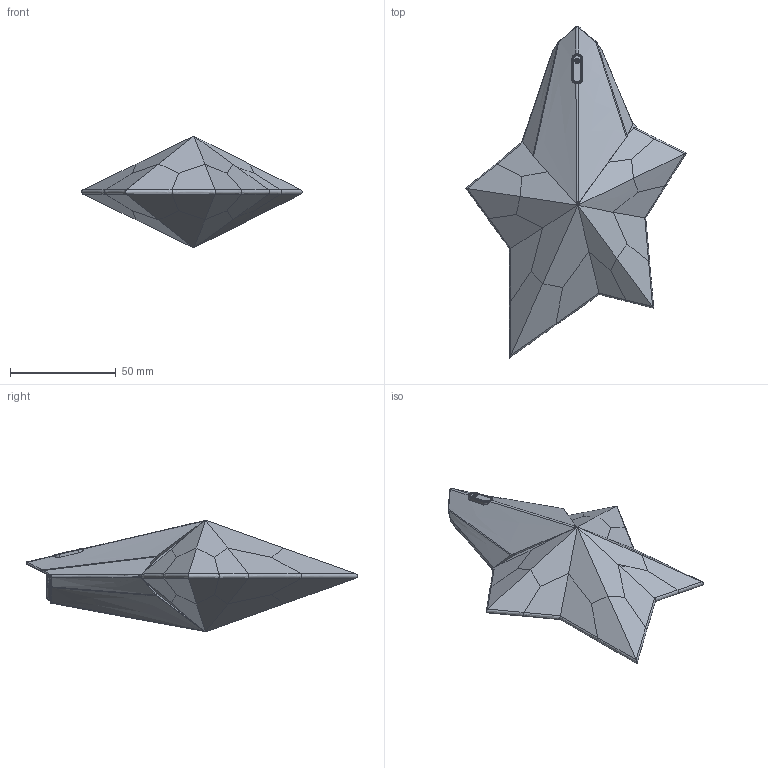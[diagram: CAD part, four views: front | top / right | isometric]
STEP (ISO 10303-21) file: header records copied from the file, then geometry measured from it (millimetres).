
FILE_DESCRIPTION(('FreeCAD Model'),'2;1');
FILE_NAME('Open CASCADE Shape Model','2025-05-04T02:20:17',('FreeCAD'),( 'FreeCAD'),'Open CASCADE STEP processor 7.6','FreeCAD','Unknown');
FILE_SCHEMA(('AUTOMOTIVE_DESIGN { 1 0 10303 214 1 1 1 1 }'));
Products named in the file (1): Open CASCADE STEP translator 7.6 1
Bounding box: 104.14 x 156.73 x 52.83 mm (x, y, z)
Volume: 120077.2 mm3; surface area: 52079.3 mm2
Topology: 7 solids, 7 shells, 429 faces, 1120 edges, 702 vertices
Faces by surface type: bspline 429
Entity records: 42120 total; most frequent: CARTESIAN_POINT 35423, ORIENTED_EDGE 2240, EDGE_CURVE 1120, B_SPLINE_CURVE_WITH_KNOTS 941, VERTEX_POINT 702, FACE_BOUND 434, EDGE_LOOP 434, ADVANCED_FACE 429
